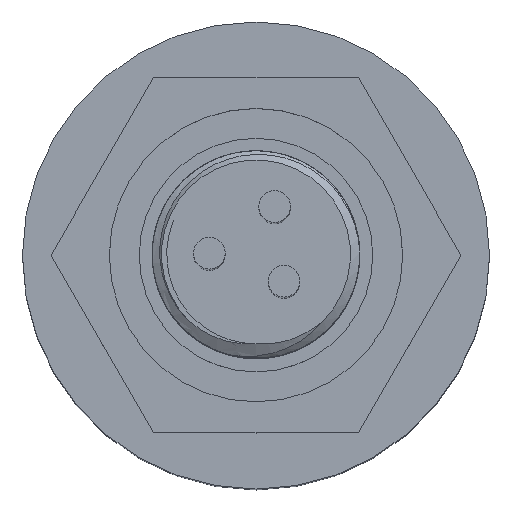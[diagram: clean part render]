
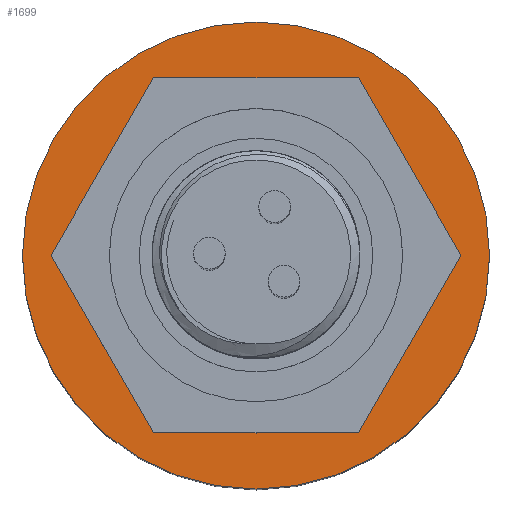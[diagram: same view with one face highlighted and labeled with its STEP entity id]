
A CAD part, top view. The second image highlights one B-rep face of the part: STEP entity #1699.
In plain terms, the highlighted planar face has unit normal (0, 0, 1).
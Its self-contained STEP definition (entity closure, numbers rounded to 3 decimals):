
#34=FACE_BOUND($,#581,.T.);
#35=FACE_BOUND($,#582,.T.);
#318=CIRCLE($,#1773,9.5);
#327=CIRCLE($,#1791,12.5);
#375=PLANE($,#1793);
#581=EDGE_LOOP($,(#1423));
#582=EDGE_LOOP($,(#1424));
#808=VERTEX_POINT($,#5234);
#817=VERTEX_POINT($,#5261);
#1030=EDGE_CURVE($,#808,#808,#318,.T.);
#1039=EDGE_CURVE($,#817,#817,#327,.T.);
#1423=ORIENTED_EDGE($,*,*,#1030,.T.);
#1424=ORIENTED_EDGE($,*,*,#1039,.F.);
#1699=ADVANCED_FACE($,(#34,#35),#375,.F.);
#1773=AXIS2_PLACEMENT_3D($,#5235,#2056,#2057);
#1791=AXIS2_PLACEMENT_3D($,#5262,#2092,#2093);
#1793=AXIS2_PLACEMENT_3D($,#5265,#2096,#2097);
#2056=DIRECTION('center_axis',(0.,0.,-1.));
#2057=DIRECTION('ref_axis',(1.,0.,0.));
#2092=DIRECTION('center_axis',(0.,0.,-1.));
#2093=DIRECTION('ref_axis',(-1.,0.,0.));
#2096=DIRECTION('center_axis',(0.,0.,-1.));
#2097=DIRECTION('ref_axis',(-1.,0.,0.));
#5234=CARTESIAN_POINT('',(-9.5,0.,28.));
#5235=CARTESIAN_POINT('Origin',(0.,0.,28.));
#5261=CARTESIAN_POINT('',(12.5,0.,28.));
#5262=CARTESIAN_POINT('Origin',(0.,0.,28.));
#5265=CARTESIAN_POINT('Origin',(0.,0.,28.));
